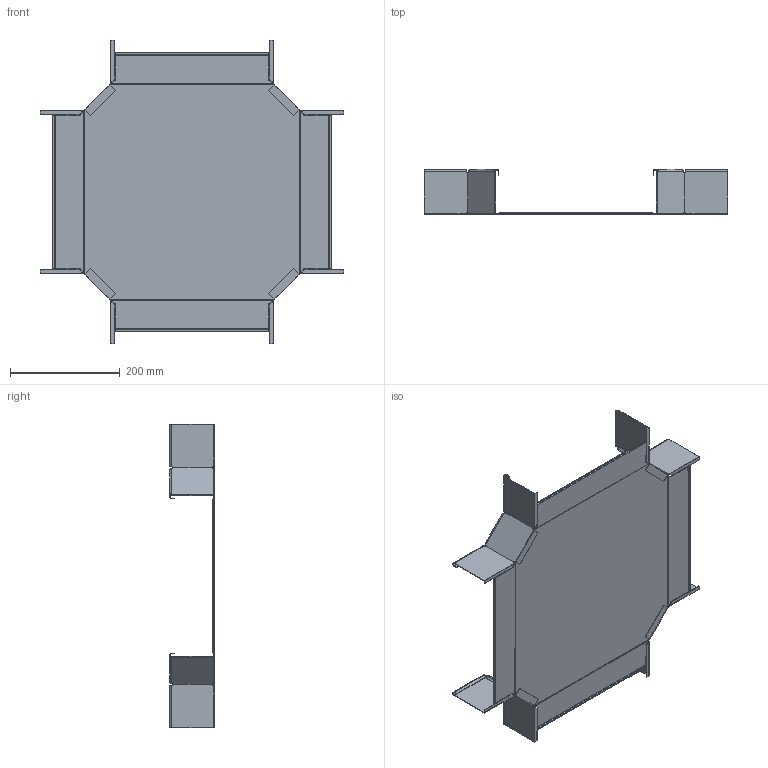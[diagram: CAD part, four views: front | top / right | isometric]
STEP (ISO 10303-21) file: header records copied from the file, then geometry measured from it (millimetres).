
FILE_DESCRIPTION (( 'STEP AP214' ), '1' );
FILE_NAME ('7027435.STEP', '2025-03-18T09:40:34', ( '' ), ( '' ), 'SwSTEP 2.0', 'SolidWorks 2024', '' );
FILE_SCHEMA (( 'AUTOMOTIVE_DESIGN' ));
Length unit declared in the file: millimetre
Products named in the file (4): 171992_300.STEP; 7027335.STEP; 7027435; 167655_85x90°_2.STEP
Assembly tree (6 placements, depth 3):
  7027435
    7027335.STEP
      171992_300.STEP
      167655_85x90°_2.STEP  x4
Bounding box: 553.97 x 82 x 553.97 mm (x, y, z)
Volume: 332468.8 mm3; surface area: 624835.9 mm2
Topology: 5 solids, 5 shells, 371 faces, 983 edges, 622 vertices
Faces by surface type: plane 250, cylinder 73, bspline 48
Entity records: 6127 total; most frequent: CARTESIAN_POINT 2208, ORIENTED_EDGE 886, DIRECTION 655, EDGE_CURVE 443, VERTEX_POINT 286, LINE 249, VECTOR 249, AXIS2_PLACEMENT_3D 203
